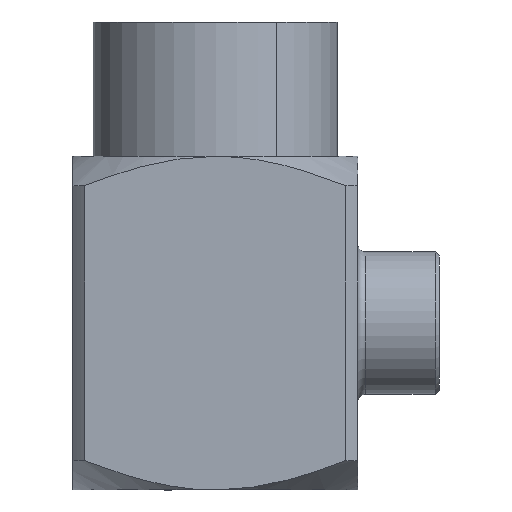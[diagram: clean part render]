
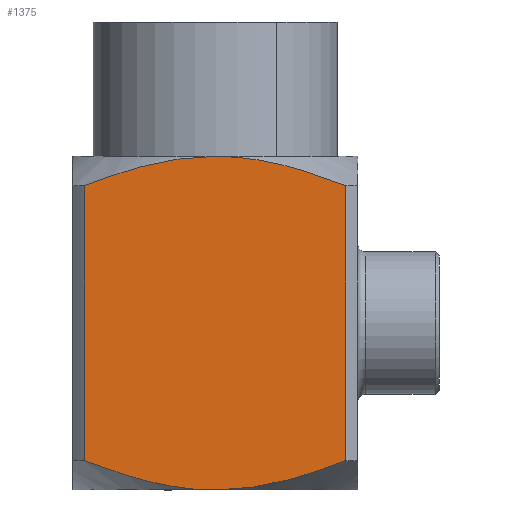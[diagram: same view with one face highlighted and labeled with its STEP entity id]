
A CAD part, left-side view. The second image highlights one B-rep face of the part: STEP entity #1375.
In plain terms, the highlighted planar face has unit normal (-1, 0, 0).
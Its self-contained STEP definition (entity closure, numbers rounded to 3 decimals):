
#64 = DIRECTION ( 'NONE',  ( 0., 0., 1. ) ) ;
#159 = CARTESIAN_POINT ( 'NONE',  ( -3.5, 1.1, 8.121 ) ) ;
#183 = CARTESIAN_POINT ( 'NONE',  ( -3.5, 1.1, 0.079 ) ) ;
#195 = CARTESIAN_POINT ( 'NONE',  ( -3.5, -1.37, 0.145 ) ) ;
#226 = ORIENTED_EDGE ( 'NONE', *, *, #921, .F. ) ;
#248 = CARTESIAN_POINT ( 'NONE',  ( -3.5, -3.5, 20. ) ) ;
#303 = ORIENTED_EDGE ( 'NONE', *, *, #1633, .F. ) ;
#324 = CARTESIAN_POINT ( 'NONE',  ( -3.5, 3.211, 7.478 ) ) ;
#355 = CARTESIAN_POINT ( 'NONE',  ( -3.5, -3.211, 7.478 ) ) ;
#377 = CARTESIAN_POINT ( 'NONE',  ( -3.5, -0.555, 8.181 ) ) ;
#440 = CARTESIAN_POINT ( 'NONE',  ( -3.5, 0., 8.2 ) ) ;
#447 = CARTESIAN_POINT ( 'NONE',  ( -3.5, -1.1, 8.108 ) ) ;
#548 = LINE ( 'NONE', #2637, #2173 ) ;
#582 = CARTESIAN_POINT ( 'NONE',  ( -3.5, -1.1, 0.092 ) ) ;
#677 = EDGE_LOOP ( 'NONE', ( #303, #1074, #226, #2596, #3690, #4126 ) ) ;
#695 = CARTESIAN_POINT ( 'NONE',  ( -3.5, 3.211, 0. ) ) ;
#759 = CARTESIAN_POINT ( 'NONE',  ( -3.5, 3.211, 0.722 ) ) ;
#778 = CARTESIAN_POINT ( 'NONE',  ( -3.5, -3.211, 7.478 ) ) ;
#894 = B_SPLINE_CURVE_WITH_KNOTS ( 'NONE', 3,
 ( #2379, #2708, #377, #447, #2423, #1708, #2729, #778 ),
 .UNSPECIFIED., .F., .F.,
 ( 4, 2, 2, 4 ),
 ( 0.013, 0.014, 0.014, 0.016 ),
 .UNSPECIFIED. ) ;
#921 = EDGE_CURVE ( 'NONE', #2418, #2788, #2185, .T. ) ;
#936 = CARTESIAN_POINT ( 'NONE',  ( -3.5, 0., 0. ) ) ;
#1056 = B_SPLINE_CURVE_WITH_KNOTS ( 'NONE', 3,
 ( #324, #1797, #2839, #159, #1119, #440 ),
 .UNSPECIFIED., .F., .F.,
 ( 4, 2, 4 ),
 ( 0.01, 0.011, 0.013 ),
 .UNSPECIFIED. ) ;
#1074 = ORIENTED_EDGE ( 'NONE', *, *, #2052, .F. ) ;
#1084 = CARTESIAN_POINT ( 'NONE',  ( -3.5, 0.557, 0. ) ) ;
#1119 = CARTESIAN_POINT ( 'NONE',  ( -3.5, 0.557, 8.2 ) ) ;
#1244 = EDGE_CURVE ( 'NONE', #3061, #4247, #548, .T. ) ;
#1307 = B_SPLINE_CURVE_WITH_KNOTS ( 'NONE', 3,
 ( #1946, #2548, #3214, #195, #582, #2236, #2525, #936 ),
 .UNSPECIFIED., .F., .F.,
 ( 4, 2, 2, 4 ),
 ( 0.004, 0.005, 0.006, 0.007 ),
 .UNSPECIFIED. ) ;
#1375 = ADVANCED_FACE ( 'NONE', ( #1909 ), #3267, .T. ) ;
#1582 = CARTESIAN_POINT ( 'NONE',  ( -3.5, 3.211, 0.722 ) ) ;
#1633 = EDGE_CURVE ( 'NONE', #3840, #2349, #1056, .T. ) ;
#1670 = CARTESIAN_POINT ( 'NONE',  ( -3.5, 0., 0. ) ) ;
#1701 = DIRECTION ( 'NONE',  ( 0., -1., 0. ) ) ;
#1708 = CARTESIAN_POINT ( 'NONE',  ( -3.5, -2.171, 7.859 ) ) ;
#1761 = CARTESIAN_POINT ( 'NONE',  ( -3.5, 2.697, 0.521 ) ) ;
#1797 = CARTESIAN_POINT ( 'NONE',  ( -3.5, 2.697, 7.679 ) ) ;
#1896 = VECTOR ( 'NONE', #64, 1000. ) ;
#1909 = FACE_OUTER_BOUND ( 'NONE', #677, .T. ) ;
#1946 = CARTESIAN_POINT ( 'NONE',  ( -3.5, -3.211, 0.722 ) ) ;
#1980 = CARTESIAN_POINT ( 'NONE',  ( -3.5, -3.211, 0.722 ) ) ;
#2052 = EDGE_CURVE ( 'NONE', #2788, #3840, #4053, .T. ) ;
#2173 = VECTOR ( 'NONE', #2245, 1000. ) ;
#2185 = B_SPLINE_CURVE_WITH_KNOTS ( 'NONE', 3,
 ( #2535, #1084, #183, #2385, #1761, #759 ),
 .UNSPECIFIED., .F., .F.,
 ( 4, 2, 4 ),
 ( 0.007, 0.009, 0.01 ),
 .UNSPECIFIED. ) ;
#2236 = CARTESIAN_POINT ( 'NONE',  ( -3.5, -0.555, 0.019 ) ) ;
#2245 = DIRECTION ( 'NONE',  ( 0., 0., -1. ) ) ;
#2300 = EDGE_CURVE ( 'NONE', #4247, #2418, #1307, .T. ) ;
#2349 = VERTEX_POINT ( 'NONE', #4229 ) ;
#2379 = CARTESIAN_POINT ( 'NONE',  ( -3.5, 0., 8.2 ) ) ;
#2385 = CARTESIAN_POINT ( 'NONE',  ( -3.5, 2.169, 0.34 ) ) ;
#2387 = AXIS2_PLACEMENT_3D ( 'NONE', #248, #2930, #1701 ) ;
#2418 = VERTEX_POINT ( 'NONE', #1670 ) ;
#2423 = CARTESIAN_POINT ( 'NONE',  ( -3.5, -1.37, 8.055 ) ) ;
#2525 = CARTESIAN_POINT ( 'NONE',  ( -3.5, -0.277, 0. ) ) ;
#2535 = CARTESIAN_POINT ( 'NONE',  ( -3.5, 0., 0. ) ) ;
#2548 = CARTESIAN_POINT ( 'NONE',  ( -3.5, -2.697, 0.521 ) ) ;
#2596 = ORIENTED_EDGE ( 'NONE', *, *, #2300, .F. ) ;
#2637 = CARTESIAN_POINT ( 'NONE',  ( -3.5, -3.211, 0. ) ) ;
#2708 = CARTESIAN_POINT ( 'NONE',  ( -3.5, -0.277, 8.2 ) ) ;
#2729 = CARTESIAN_POINT ( 'NONE',  ( -3.5, -2.697, 7.679 ) ) ;
#2788 = VERTEX_POINT ( 'NONE', #1582 ) ;
#2839 = CARTESIAN_POINT ( 'NONE',  ( -3.5, 2.169, 7.86 ) ) ;
#2930 = DIRECTION ( 'NONE',  ( -1., 0., 0. ) ) ;
#3061 = VERTEX_POINT ( 'NONE', #355 ) ;
#3086 = EDGE_CURVE ( 'NONE', #2349, #3061, #894, .T. ) ;
#3214 = CARTESIAN_POINT ( 'NONE',  ( -3.5, -2.171, 0.341 ) ) ;
#3267 = PLANE ( 'NONE',  #2387 ) ;
#3690 = ORIENTED_EDGE ( 'NONE', *, *, #1244, .F. ) ;
#3721 = CARTESIAN_POINT ( 'NONE',  ( -3.5, 3.211, 7.478 ) ) ;
#3840 = VERTEX_POINT ( 'NONE', #3721 ) ;
#4053 = LINE ( 'NONE', #695, #1896 ) ;
#4126 = ORIENTED_EDGE ( 'NONE', *, *, #3086, .F. ) ;
#4229 = CARTESIAN_POINT ( 'NONE',  ( -3.5, 0., 8.2 ) ) ;
#4247 = VERTEX_POINT ( 'NONE', #1980 ) ;
